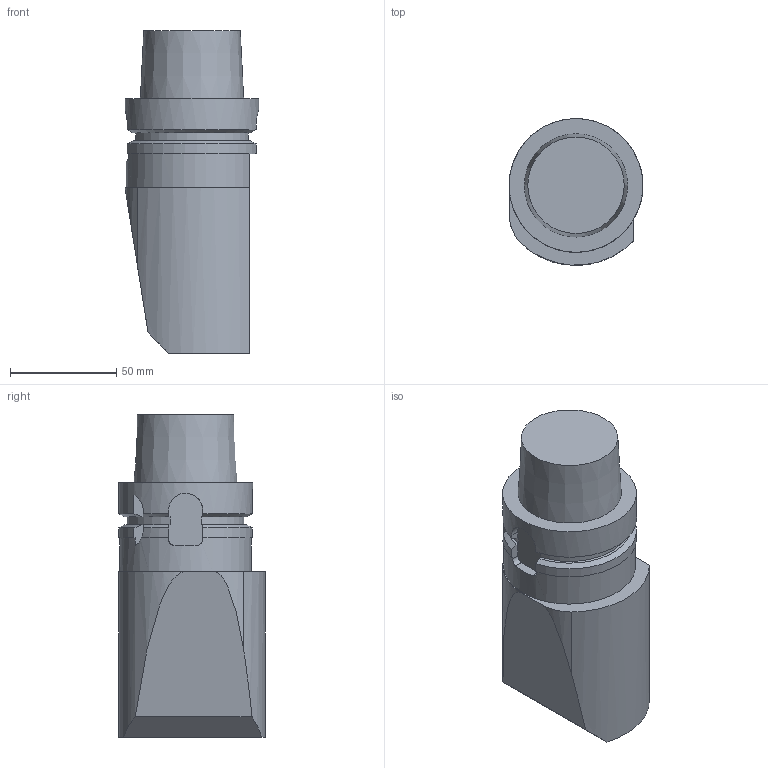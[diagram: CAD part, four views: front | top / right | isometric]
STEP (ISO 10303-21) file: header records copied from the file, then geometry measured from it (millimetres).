
FILE_DESCRIPTION((''),'1');
FILE_NAME('HSK-T63-180-BH20L-120.stp','2022-10-05T05:34:01',(''),(''),'Spatial Interop R21 SP3','Kubotek KeyCreator 2011 V10.0.2 (22737)',' ');
FILE_SCHEMA(('automotive_design'));
Length unit declared in the file: millimetre
Products named in the file (1): 240[2]
Bounding box: 63 x 68.99 x 152 mm (x, y, z)
Volume: 395951.9 mm3; surface area: 39258.5 mm2
Topology: 1 solids, 1 shells, 62 faces, 177 edges, 118 vertices
Faces by surface type: plane 35, cylinder 20, cone 7
Full cylindrical faces by diameter (mm): 63 x1
Entity records: 3766 total; most frequent: CARTESIAN_POINT 516, ORIENTED_EDGE 348, DIRECTION 332, PRESENTATION_STYLE_ASSIGNMENT 300, COLOUR_RGB 300, STYLED_ITEM 237, CURVE_STYLE 237, DRAUGHTING_PRE_DEFINED_CURVE_FONT 237
